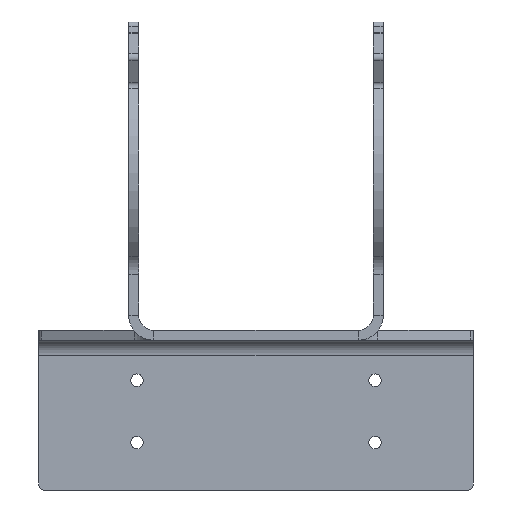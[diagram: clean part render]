
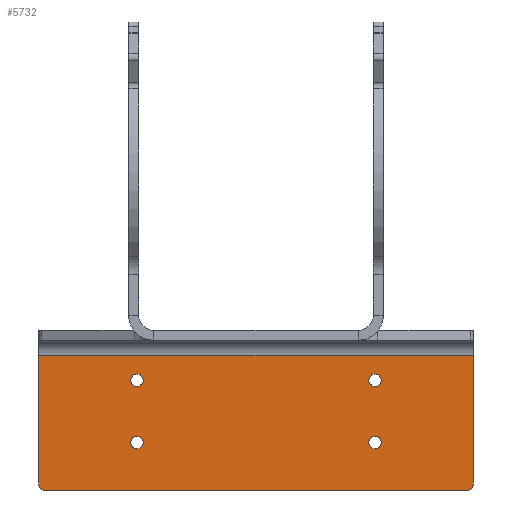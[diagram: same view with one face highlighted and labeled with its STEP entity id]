
A CAD part, front view. The second image highlights one B-rep face of the part: STEP entity #5732.
In plain terms, the highlighted planar face has unit normal (0, -1, 0).
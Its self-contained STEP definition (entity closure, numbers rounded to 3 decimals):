
#93 = CARTESIAN_POINT ( 'NONE',  ( -47.72, 173., -45. ) ) ;
#116 = CARTESIAN_POINT ( 'NONE',  ( -47.72, 173., -45. ) ) ;
#118 = DIRECTION ( 'NONE',  ( 0., 0., -1. ) ) ;
#150 = DIRECTION ( 'NONE',  ( 0., -1., 0. ) ) ;
#178 = CARTESIAN_POINT ( 'NONE',  ( 47.72, 173., -20. ) ) ;
#222 = CARTESIAN_POINT ( 'NONE',  ( 47.72, 173., -22.5 ) ) ;
#314 = CARTESIAN_POINT ( 'NONE',  ( 47.72, 173., -47.5 ) ) ;
#344 = ORIENTED_EDGE ( 'NONE', *, *, #4851, .F. ) ;
#359 = EDGE_LOOP ( 'NONE', ( #6222, #3468 ) ) ;
#369 = EDGE_CURVE ( 'NONE', #3614, #1304, #1567, .T. ) ;
#539 = CIRCLE ( 'NONE', #1229, 2.5 ) ;
#633 = CIRCLE ( 'NONE', #1328, 2. ) ;
#816 = EDGE_CURVE ( 'NONE', #6592, #1777, #6570, .T. ) ;
#844 = VERTEX_POINT ( 'NONE', #2061 ) ;
#922 = FACE_BOUND ( 'NONE', #359, .T. ) ;
#925 = DIRECTION ( 'NONE',  ( 0., 0., 1. ) ) ;
#1049 = AXIS2_PLACEMENT_3D ( 'NONE', #1178, #1684, #6713 ) ;
#1178 = CARTESIAN_POINT ( 'NONE',  ( 47.72, 173., -45. ) ) ;
#1229 = AXIS2_PLACEMENT_3D ( 'NONE', #3324, #4484, #1695 ) ;
#1291 = DIRECTION ( 'NONE',  ( 0., 0., -1. ) ) ;
#1304 = VERTEX_POINT ( 'NONE', #6865 ) ;
#1328 = AXIS2_PLACEMENT_3D ( 'NONE', #2561, #6536, #4864 ) ;
#1439 = CARTESIAN_POINT ( 'NONE',  ( -87., 173., -10. ) ) ;
#1465 = CARTESIAN_POINT ( 'NONE',  ( -87., 173., -4. ) ) ;
#1518 = CIRCLE ( 'NONE', #2559, 2.5 ) ;
#1567 = CIRCLE ( 'NONE', #5139, 2.5 ) ;
#1579 = EDGE_CURVE ( 'NONE', #1777, #6592, #4169, .T. ) ;
#1589 = ORIENTED_EDGE ( 'NONE', *, *, #6262, .T. ) ;
#1679 = ORIENTED_EDGE ( 'NONE', *, *, #2413, .T. ) ;
#1684 = DIRECTION ( 'NONE',  ( 0., 1., 0. ) ) ;
#1695 = DIRECTION ( 'NONE',  ( 0., 0., -1. ) ) ;
#1728 = DIRECTION ( 'NONE',  ( 0., 1., 0. ) ) ;
#1745 = CARTESIAN_POINT ( 'NONE',  ( -85., 173., -62. ) ) ;
#1777 = VERTEX_POINT ( 'NONE', #314 ) ;
#1858 = DIRECTION ( 'NONE',  ( 0., 0., -1. ) ) ;
#1886 = LINE ( 'NONE', #3476, #6171 ) ;
#1945 = VERTEX_POINT ( 'NONE', #222 ) ;
#1986 = DIRECTION ( 'NONE',  ( 1., 0., 0. ) ) ;
#2006 = DIRECTION ( 'NONE',  ( 0., -1., 0. ) ) ;
#2061 = CARTESIAN_POINT ( 'NONE',  ( 87., 173., -62. ) ) ;
#2077 = CARTESIAN_POINT ( 'NONE',  ( 47.72, 173., -17.5 ) ) ;
#2413 = EDGE_CURVE ( 'NONE', #1945, #5798, #1518, .T. ) ;
#2438 = DIRECTION ( 'NONE',  ( 0., 1., 0. ) ) ;
#2442 = EDGE_LOOP ( 'NONE', ( #3623, #2971, #344, #5259, #4718, #5494 ) ) ;
#2517 = EDGE_CURVE ( 'NONE', #4752, #6364, #5920, .T. ) ;
#2559 = AXIS2_PLACEMENT_3D ( 'NONE', #178, #1728, #3942 ) ;
#2561 = CARTESIAN_POINT ( 'NONE',  ( 85., 173., -62. ) ) ;
#2650 = ORIENTED_EDGE ( 'NONE', *, *, #3022, .T. ) ;
#2694 = VERTEX_POINT ( 'NONE', #3316 ) ;
#2704 = CARTESIAN_POINT ( 'NONE',  ( 47.72, 173., -42.5 ) ) ;
#2785 = CARTESIAN_POINT ( 'NONE',  ( 87., 173., -10. ) ) ;
#2971 = ORIENTED_EDGE ( 'NONE', *, *, #5281, .T. ) ;
#3020 = CIRCLE ( 'NONE', #3838, 2.5 ) ;
#3022 = EDGE_CURVE ( 'NONE', #5743, #4479, #3020, .T. ) ;
#3089 = EDGE_CURVE ( 'NONE', #3909, #6622, #5096, .T. ) ;
#3093 = CARTESIAN_POINT ( 'NONE',  ( -47.72, 173., -47.5 ) ) ;
#3140 = AXIS2_PLACEMENT_3D ( 'NONE', #1745, #150, #1858 ) ;
#3162 = PLANE ( 'NONE',  #5141 ) ;
#3199 = FACE_BOUND ( 'NONE', #6746, .T. ) ;
#3247 = DIRECTION ( 'NONE',  ( 0., 0., -1. ) ) ;
#3316 = CARTESIAN_POINT ( 'NONE',  ( 85., 173., -64. ) ) ;
#3324 = CARTESIAN_POINT ( 'NONE',  ( 47.72, 173., -20. ) ) ;
#3422 = EDGE_LOOP ( 'NONE', ( #2650, #7073 ) ) ;
#3468 = ORIENTED_EDGE ( 'NONE', *, *, #816, .T. ) ;
#3476 = CARTESIAN_POINT ( 'NONE',  ( 87., 173., -64. ) ) ;
#3499 = VECTOR ( 'NONE', #925, 1000. ) ;
#3508 = AXIS2_PLACEMENT_3D ( 'NONE', #6223, #4527, #5174 ) ;
#3544 = CARTESIAN_POINT ( 'NONE',  ( -47.72, 173., -20. ) ) ;
#3605 = DIRECTION ( 'NONE',  ( 0., 0., -1. ) ) ;
#3614 = VERTEX_POINT ( 'NONE', #6466 ) ;
#3623 = ORIENTED_EDGE ( 'NONE', *, *, #4142, .F. ) ;
#3678 = LINE ( 'NONE', #1465, #3499 ) ;
#3679 = LINE ( 'NONE', #4150, #3818 ) ;
#3783 = EDGE_CURVE ( 'NONE', #4479, #5743, #6585, .T. ) ;
#3818 = VECTOR ( 'NONE', #5915, 1000. ) ;
#3838 = AXIS2_PLACEMENT_3D ( 'NONE', #116, #2438, #5650 ) ;
#3909 = VERTEX_POINT ( 'NONE', #5666 ) ;
#3942 = DIRECTION ( 'NONE',  ( 0., 0., -1. ) ) ;
#3959 = EDGE_CURVE ( 'NONE', #1304, #3614, #6349, .T. ) ;
#4142 = EDGE_CURVE ( 'NONE', #2694, #6622, #3679, .T. ) ;
#4150 = CARTESIAN_POINT ( 'NONE',  ( -87., 173., -64. ) ) ;
#4169 = CIRCLE ( 'NONE', #1049, 2.5 ) ;
#4181 = FACE_BOUND ( 'NONE', #4184, .T. ) ;
#4184 = EDGE_LOOP ( 'NONE', ( #1679, #1589 ) ) ;
#4273 = AXIS2_PLACEMENT_3D ( 'NONE', #3544, #5772, #1291 ) ;
#4298 = CARTESIAN_POINT ( 'NONE',  ( -85., 173., -64. ) ) ;
#4479 = VERTEX_POINT ( 'NONE', #4925 ) ;
#4484 = DIRECTION ( 'NONE',  ( 0., 1., 0. ) ) ;
#4527 = DIRECTION ( 'NONE',  ( 0., 1., 0. ) ) ;
#4716 = FACE_OUTER_BOUND ( 'NONE', #2442, .T. ) ;
#4718 = ORIENTED_EDGE ( 'NONE', *, *, #7008, .F. ) ;
#4727 = AXIS2_PLACEMENT_3D ( 'NONE', #93, #4978, #3247 ) ;
#4750 = FACE_BOUND ( 'NONE', #3422, .T. ) ;
#4752 = VERTEX_POINT ( 'NONE', #6293 ) ;
#4784 = CARTESIAN_POINT ( 'NONE',  ( 0., 173., 0. ) ) ;
#4851 = EDGE_CURVE ( 'NONE', #6364, #844, #1886, .T. ) ;
#4864 = DIRECTION ( 'NONE',  ( 0., 0., -1. ) ) ;
#4925 = CARTESIAN_POINT ( 'NONE',  ( -47.72, 173., -42.5 ) ) ;
#4963 = ORIENTED_EDGE ( 'NONE', *, *, #369, .T. ) ;
#4978 = DIRECTION ( 'NONE',  ( 0., 1., 0. ) ) ;
#5094 = VECTOR ( 'NONE', #1986, 1000. ) ;
#5096 = CIRCLE ( 'NONE', #3140, 2. ) ;
#5139 = AXIS2_PLACEMENT_3D ( 'NONE', #6197, #6776, #118 ) ;
#5141 = AXIS2_PLACEMENT_3D ( 'NONE', #4784, #2006, #3605 ) ;
#5174 = DIRECTION ( 'NONE',  ( 0., 0., -1. ) ) ;
#5259 = ORIENTED_EDGE ( 'NONE', *, *, #2517, .F. ) ;
#5281 = EDGE_CURVE ( 'NONE', #2694, #844, #633, .T. ) ;
#5494 = ORIENTED_EDGE ( 'NONE', *, *, #3089, .T. ) ;
#5650 = DIRECTION ( 'NONE',  ( 0., 0., -1. ) ) ;
#5666 = CARTESIAN_POINT ( 'NONE',  ( -87., 173., -62. ) ) ;
#5732 = ADVANCED_FACE ( 'NONE', ( #4181, #4750, #3199, #922, #4716 ), #3162, .T. ) ;
#5743 = VERTEX_POINT ( 'NONE', #3093 ) ;
#5772 = DIRECTION ( 'NONE',  ( 0., 1., 0. ) ) ;
#5798 = VERTEX_POINT ( 'NONE', #2077 ) ;
#5822 = DIRECTION ( 'NONE',  ( 0., 0., -1. ) ) ;
#5915 = DIRECTION ( 'NONE',  ( -1., 0., 0. ) ) ;
#5920 = LINE ( 'NONE', #1439, #5094 ) ;
#6126 = ORIENTED_EDGE ( 'NONE', *, *, #3959, .T. ) ;
#6171 = VECTOR ( 'NONE', #5822, 1000. ) ;
#6197 = CARTESIAN_POINT ( 'NONE',  ( -47.72, 173., -20. ) ) ;
#6222 = ORIENTED_EDGE ( 'NONE', *, *, #1579, .T. ) ;
#6223 = CARTESIAN_POINT ( 'NONE',  ( 47.72, 173., -45. ) ) ;
#6262 = EDGE_CURVE ( 'NONE', #5798, #1945, #539, .T. ) ;
#6293 = CARTESIAN_POINT ( 'NONE',  ( -87., 173., -10. ) ) ;
#6349 = CIRCLE ( 'NONE', #4273, 2.5 ) ;
#6364 = VERTEX_POINT ( 'NONE', #2785 ) ;
#6466 = CARTESIAN_POINT ( 'NONE',  ( -47.72, 173., -17.5 ) ) ;
#6536 = DIRECTION ( 'NONE',  ( 0., -1., 0. ) ) ;
#6570 = CIRCLE ( 'NONE', #3508, 2.5 ) ;
#6585 = CIRCLE ( 'NONE', #4727, 2.5 ) ;
#6592 = VERTEX_POINT ( 'NONE', #2704 ) ;
#6622 = VERTEX_POINT ( 'NONE', #4298 ) ;
#6713 = DIRECTION ( 'NONE',  ( 0., 0., -1. ) ) ;
#6746 = EDGE_LOOP ( 'NONE', ( #6126, #4963 ) ) ;
#6776 = DIRECTION ( 'NONE',  ( 0., 1., 0. ) ) ;
#6865 = CARTESIAN_POINT ( 'NONE',  ( -47.72, 173., -22.5 ) ) ;
#7008 = EDGE_CURVE ( 'NONE', #3909, #4752, #3678, .T. ) ;
#7073 = ORIENTED_EDGE ( 'NONE', *, *, #3783, .T. ) ;
